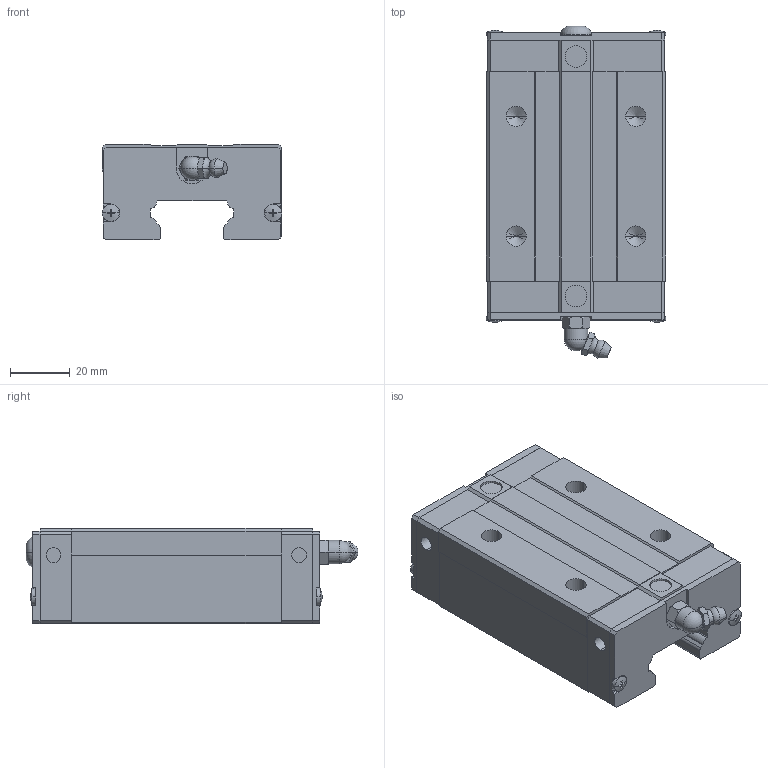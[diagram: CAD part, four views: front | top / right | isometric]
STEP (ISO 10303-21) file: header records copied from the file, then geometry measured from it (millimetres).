
FILE_DESCRIPTION(('STEP AP214'),'1');
FILE_NAME('cctmp_8CA68EC1-AF41-4B5B-BD6E-D99C19669716_2024_08_20_19_02_15_0801..stp','2024-08-20T17:02:15',('HIWIN GmbH'),('CADClick - www.CADClick.com'),'Spatial InterOp 3D',' ','unknown authorization');
FILE_SCHEMA(('AUTOMOTIVE_DESIGN'));
Length unit declared in the file: millimetre
Products named in the file (1): QEH30CAZ0C_FILE
Bounding box: 60.14 x 111.01 x 32 mm (x, y, z)
Volume: 148172.9 mm3; surface area: 26376 mm2
Topology: 1 solids, 5 shells, 360 faces, 955 edges, 609 vertices
Faces by surface type: plane 214, cylinder 80, cone 46, torus 18, sphere 2
Entity records: 14294 total; most frequent: CARTESIAN_POINT 2611, ORIENTED_EDGE 1890, DIRECTION 1788, EDGE_CURVE 945, VERTEX_POINT 609, AXIS2_PLACEMENT_3D 598, LINE 592, VECTOR 592
